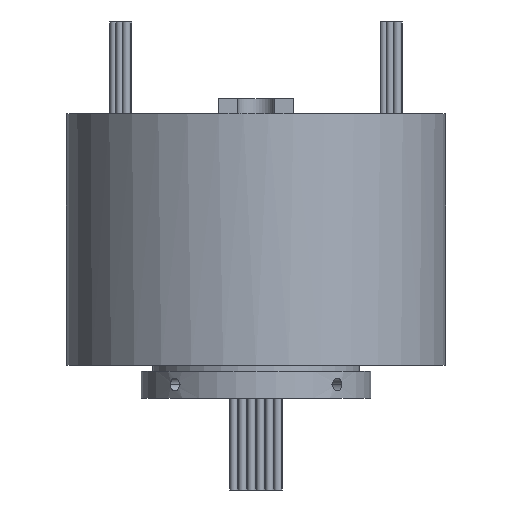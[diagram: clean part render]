
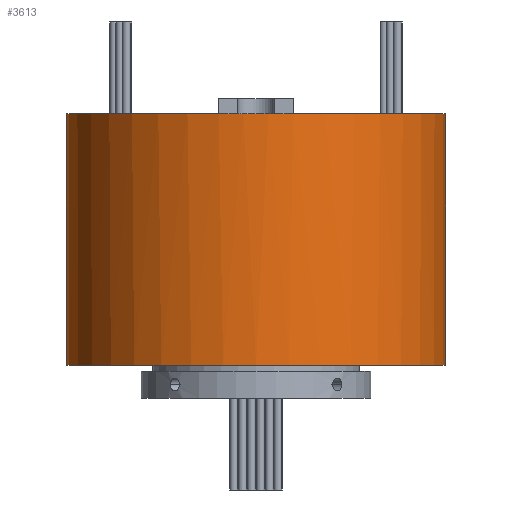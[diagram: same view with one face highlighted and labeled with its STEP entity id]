
A CAD part, front view. The second image highlights one B-rep face of the part: STEP entity #3613.
In plain terms, the highlighted cylindrical face has radius 49.5 mm (diameter 99 mm), a partial arc.
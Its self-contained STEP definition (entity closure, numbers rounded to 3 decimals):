
#128 = VERTEX_POINT ( 'NONE', #3320 ) ;
#270 = CARTESIAN_POINT ( 'NONE',  ( 49.5, 0., 74.2 ) ) ;
#323 = LINE ( 'NONE', #3782, #1377 ) ;
#529 = ORIENTED_EDGE ( 'NONE', *, *, #2259, .F. ) ;
#569 = DIRECTION ( 'NONE',  ( 0., 0., -1. ) ) ;
#734 = CARTESIAN_POINT ( 'NONE',  ( 9.75, -48.53, 74.2 ) ) ;
#1222 = EDGE_CURVE ( 'NONE', #5721, #3680, #4208, .T. ) ;
#1336 = CARTESIAN_POINT ( 'NONE',  ( 0., 0., 74.2 ) ) ;
#1377 = VECTOR ( 'NONE', #569, 1000. ) ;
#1627 = CARTESIAN_POINT ( 'NONE',  ( -9.75, -48.53, 74.2 ) ) ;
#1814 = DIRECTION ( 'NONE',  ( -1., 0., 0. ) ) ;
#1929 = FACE_OUTER_BOUND ( 'NONE', #2852, .T. ) ;
#2027 = CARTESIAN_POINT ( 'NONE',  ( 0., 0., 74.2 ) ) ;
#2081 = CARTESIAN_POINT ( 'NONE',  ( 0., 0., 74.2 ) ) ;
#2189 = VECTOR ( 'NONE', #3654, 1000. ) ;
#2259 = EDGE_CURVE ( 'NONE', #2676, #5362, #2649, .T. ) ;
#2264 = DIRECTION ( 'NONE',  ( 0., 0., -1. ) ) ;
#2347 = EDGE_CURVE ( 'NONE', #3901, #2676, #4270, .T. ) ;
#2372 = AXIS2_PLACEMENT_3D ( 'NONE', #2081, #5260, #2530 ) ;
#2481 = DIRECTION ( 'NONE',  ( 1., 0., 0. ) ) ;
#2503 = CARTESIAN_POINT ( 'NONE',  ( 0., 0., 8.6 ) ) ;
#2517 = EDGE_CURVE ( 'NONE', #5362, #3680, #323, .T. ) ;
#2530 = DIRECTION ( 'NONE',  ( 1., 0., 0. ) ) ;
#2649 = CIRCLE ( 'NONE', #2372, 49.5 ) ;
#2676 = VERTEX_POINT ( 'NONE', #734 ) ;
#2689 = DIRECTION ( 'NONE',  ( 0., 0., 1. ) ) ;
#2835 = AXIS2_PLACEMENT_3D ( 'NONE', #1336, #2264, #1814 ) ;
#2846 = EDGE_CURVE ( 'NONE', #128, #3901, #4838, .T. ) ;
#2852 = EDGE_LOOP ( 'NONE', ( #4448, #529, #3622, #3819, #4817, #5311 ) ) ;
#2948 = AXIS2_PLACEMENT_3D ( 'NONE', #2503, #5703, #2961 ) ;
#2961 = DIRECTION ( 'NONE',  ( 1., 0., 0. ) ) ;
#3031 = CARTESIAN_POINT ( 'NONE',  ( -49.5, 0., 8.6 ) ) ;
#3130 = EDGE_CURVE ( 'NONE', #128, #5721, #3404, .T. ) ;
#3320 = CARTESIAN_POINT ( 'NONE',  ( -49.5, 0., 74.2 ) ) ;
#3404 = LINE ( 'NONE', #5471, #2189 ) ;
#3613 = ADVANCED_FACE ( 'NONE', ( #1929 ), #4219, .T. ) ;
#3622 = ORIENTED_EDGE ( 'NONE', *, *, #2347, .F. ) ;
#3654 = DIRECTION ( 'NONE',  ( 0., 0., -1. ) ) ;
#3680 = VERTEX_POINT ( 'NONE', #4129 ) ;
#3782 = CARTESIAN_POINT ( 'NONE',  ( 49.5, 0., 74.2 ) ) ;
#3819 = ORIENTED_EDGE ( 'NONE', *, *, #2846, .F. ) ;
#3901 = VERTEX_POINT ( 'NONE', #1627 ) ;
#4129 = CARTESIAN_POINT ( 'NONE',  ( 49.5, 0., 8.6 ) ) ;
#4208 = CIRCLE ( 'NONE', #2948, 49.5 ) ;
#4219 = CYLINDRICAL_SURFACE ( 'NONE', #2835, 49.5 ) ;
#4270 = CIRCLE ( 'NONE', #5442, 49.5 ) ;
#4448 = ORIENTED_EDGE ( 'NONE', *, *, #2517, .F. ) ;
#4817 = ORIENTED_EDGE ( 'NONE', *, *, #3130, .T. ) ;
#4838 = CIRCLE ( 'NONE', #4909, 49.5 ) ;
#4909 = AXIS2_PLACEMENT_3D ( 'NONE', #2027, #5202, #2481 ) ;
#5202 = DIRECTION ( 'NONE',  ( 0., 0., 1. ) ) ;
#5260 = DIRECTION ( 'NONE',  ( 0., 0., 1. ) ) ;
#5311 = ORIENTED_EDGE ( 'NONE', *, *, #1222, .T. ) ;
#5362 = VERTEX_POINT ( 'NONE', #270 ) ;
#5422 = CARTESIAN_POINT ( 'NONE',  ( 0., 0., 74.2 ) ) ;
#5442 = AXIS2_PLACEMENT_3D ( 'NONE', #5422, #2689, #5886 ) ;
#5471 = CARTESIAN_POINT ( 'NONE',  ( -49.5, 0., 74.2 ) ) ;
#5703 = DIRECTION ( 'NONE',  ( 0., 0., 1. ) ) ;
#5721 = VERTEX_POINT ( 'NONE', #3031 ) ;
#5886 = DIRECTION ( 'NONE',  ( 1., 0., 0. ) ) ;
